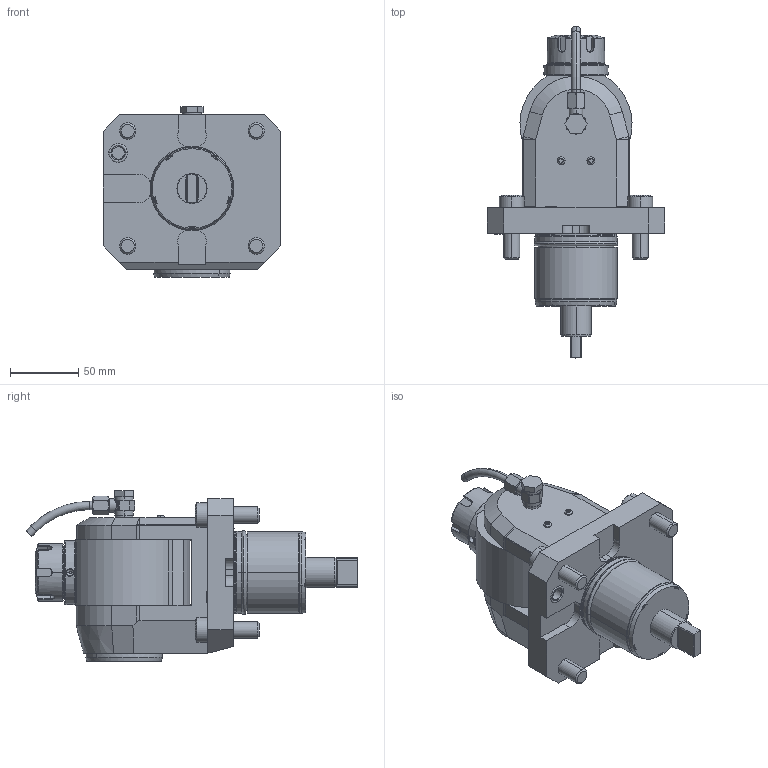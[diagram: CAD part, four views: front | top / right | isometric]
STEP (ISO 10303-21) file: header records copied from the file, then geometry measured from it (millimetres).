
FILE_DESCRIPTION((''),'2;1');
FILE_NAME('NGT2_60_501_25_2_MS','2021-08-20T',('vali'),('NOVA GRUP'),'PRO/ENGINEER BY PARAMETRIC TECHNOLOGY CORPORATION, 2010280','PRO/ENGINEER BY PARAMETRIC TECHNOLOGY CORPORATION, 2010280','');
FILE_SCHEMA(('CONFIG_CONTROL_DESIGN'));
Length unit declared in the file: millimetre
Products named in the file (1): NGT2_60_501_25_2_MS
Bounding box: 130 x 242.67 x 124.9 mm (x, y, z)
Volume: 1115948.3 mm3; surface area: 107574.3 mm2
Topology: 2 solids, 3 shells, 650 faces, 1575 edges, 971 vertices
Faces by surface type: plane 265, cylinder 199, cone 73, bspline 66, torus 47
Entity records: 27790 total; most frequent: CARTESIAN_POINT 13139, ORIENTED_EDGE 3150, DIRECTION 2839, EDGE_CURVE 1575, AXIS2_PLACEMENT_3D 1022, VERTEX_POINT 971, VECTOR 795, LINE 795
